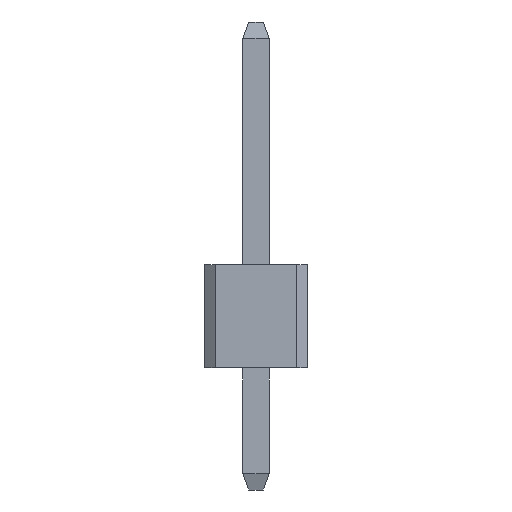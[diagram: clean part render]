
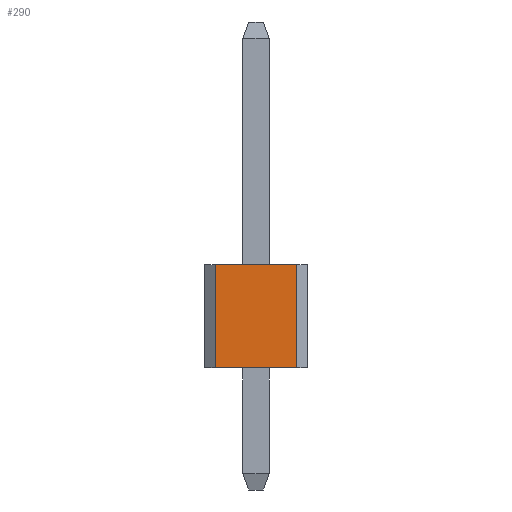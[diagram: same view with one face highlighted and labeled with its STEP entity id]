
A CAD part, front view. The second image highlights one B-rep face of the part: STEP entity #290.
In plain terms, the highlighted planar face has unit normal (0, -1, 0).
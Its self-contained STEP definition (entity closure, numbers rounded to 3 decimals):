
#62 = EDGE_CURVE ( 'NONE', #591, #599, #858, .T. ) ;
#83 = DIRECTION ( 'NONE',  ( 0., 0., -1. ) ) ;
#127 = FACE_OUTER_BOUND ( 'NONE', #187, .T. ) ;
#171 = VECTOR ( 'NONE', #83, 1000. ) ;
#187 = EDGE_LOOP ( 'NONE', ( #705, #1010, #228, #819 ) ) ;
#224 = CARTESIAN_POINT ( 'NONE',  ( -1., -1.27, 3. ) ) ;
#228 = ORIENTED_EDGE ( 'NONE', *, *, #62, .T. ) ;
#245 = DIRECTION ( 'NONE',  ( 0., -1., 0. ) ) ;
#248 = AXIS2_PLACEMENT_3D ( 'NONE', #1237, #245, #676 ) ;
#290 = ADVANCED_FACE ( 'NONE', ( #127 ), #558, .T. ) ;
#338 = CARTESIAN_POINT ( 'NONE',  ( -1., -1.27, 5.54 ) ) ;
#406 = CARTESIAN_POINT ( 'NONE',  ( 1., -1.27, 5.54 ) ) ;
#465 = EDGE_CURVE ( 'NONE', #591, #499, #844, .T. ) ;
#474 = EDGE_CURVE ( 'NONE', #599, #556, #641, .T. ) ;
#499 = VERTEX_POINT ( 'NONE', #1078 ) ;
#549 = VECTOR ( 'NONE', #1368, 1000. ) ;
#556 = VERTEX_POINT ( 'NONE', #224 ) ;
#558 = PLANE ( 'NONE',  #248 ) ;
#591 = VERTEX_POINT ( 'NONE', #756 ) ;
#599 = VERTEX_POINT ( 'NONE', #338 ) ;
#641 = LINE ( 'NONE', #1280, #971 ) ;
#676 = DIRECTION ( 'NONE',  ( 0., 0., -1. ) ) ;
#702 = LINE ( 'NONE', #1157, #549 ) ;
#705 = ORIENTED_EDGE ( 'NONE', *, *, #1095, .F. ) ;
#756 = CARTESIAN_POINT ( 'NONE',  ( 1., -1.27, 5.54 ) ) ;
#819 = ORIENTED_EDGE ( 'NONE', *, *, #474, .T. ) ;
#844 = LINE ( 'NONE', #406, #171 ) ;
#858 = LINE ( 'NONE', #1184, #1085 ) ;
#861 = DIRECTION ( 'NONE',  ( 0., 0., -1. ) ) ;
#971 = VECTOR ( 'NONE', #861, 1000. ) ;
#1010 = ORIENTED_EDGE ( 'NONE', *, *, #465, .F. ) ;
#1078 = CARTESIAN_POINT ( 'NONE',  ( 1., -1.27, 3. ) ) ;
#1085 = VECTOR ( 'NONE', #1303, 1000. ) ;
#1095 = EDGE_CURVE ( 'NONE', #499, #556, #702, .T. ) ;
#1157 = CARTESIAN_POINT ( 'NONE',  ( -1., -1.27, 3. ) ) ;
#1184 = CARTESIAN_POINT ( 'NONE',  ( -1., -1.27, 5.54 ) ) ;
#1237 = CARTESIAN_POINT ( 'NONE',  ( -1., -1.27, 5.54 ) ) ;
#1280 = CARTESIAN_POINT ( 'NONE',  ( -1., -1.27, 5.54 ) ) ;
#1303 = DIRECTION ( 'NONE',  ( -1., 0., 0. ) ) ;
#1368 = DIRECTION ( 'NONE',  ( -1., 0., 0. ) ) ;
